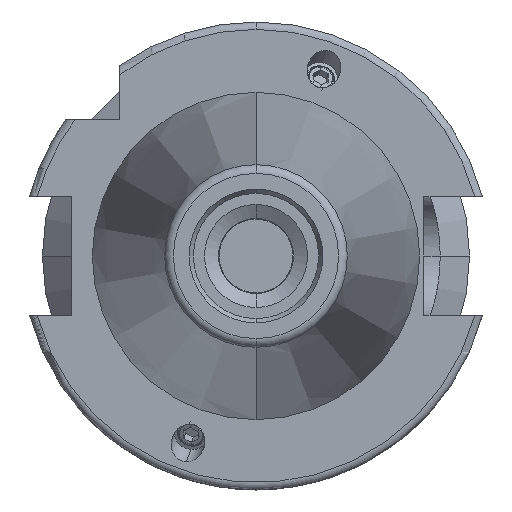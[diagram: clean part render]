
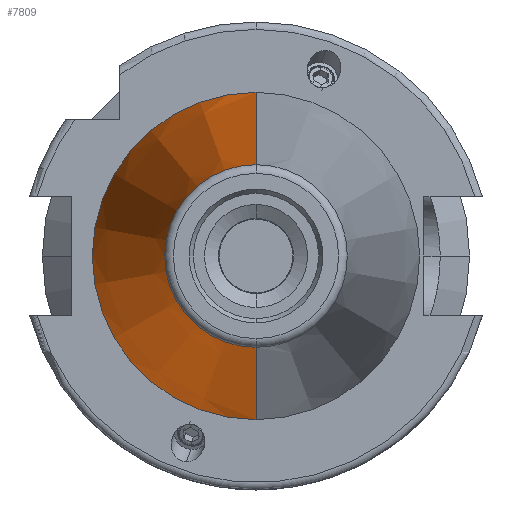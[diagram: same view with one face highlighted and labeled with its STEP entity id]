
A CAD part, left-side view. The second image highlights one B-rep face of the part: STEP entity #7809.
In plain terms, the highlighted conical face has half-angle 8.297 degrees and reference radius 22.225 mm.
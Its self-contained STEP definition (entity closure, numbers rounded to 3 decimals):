
#880 = ORIENTED_EDGE ( 'NONE', *, *, #8643, .F. ) ;
#895 = EDGE_CURVE ( 'NONE', #11390, #10570, #3766, .T. ) ;
#1104 = CONICAL_SURFACE ( 'NONE', #1863, 22.225, 0.145 ) ;
#1189 = VERTEX_POINT ( 'NONE', #3512 ) ;
#1863 = AXIS2_PLACEMENT_3D ( 'NONE', #7314, #2815, #10904 ) ;
#2728 = CARTESIAN_POINT ( 'NONE',  ( -67.373, 12.4, 0. ) ) ;
#2815 = DIRECTION ( 'NONE',  ( 1., 0., 0. ) ) ;
#3393 = ORIENTED_EDGE ( 'NONE', *, *, #7657, .F. ) ;
#3512 = CARTESIAN_POINT ( 'NONE',  ( 0., 22.225, 0. ) ) ;
#3514 = ORIENTED_EDGE ( 'NONE', *, *, #895, .T. ) ;
#3557 = AXIS2_PLACEMENT_3D ( 'NONE', #9232, #3728, #11650 ) ;
#3609 = LINE ( 'NONE', #5442, #5031 ) ;
#3728 = DIRECTION ( 'NONE',  ( -1., 0., 0. ) ) ;
#3766 = LINE ( 'NONE', #7328, #4966 ) ;
#4000 = VERTEX_POINT ( 'NONE', #2728 ) ;
#4966 = VECTOR ( 'NONE', #10920, 1000. ) ;
#5031 = VECTOR ( 'NONE', #9931, 1000. ) ;
#5168 = EDGE_CURVE ( 'NONE', #10570, #1189, #10546, .T. ) ;
#5234 = DIRECTION ( 'NONE',  ( 0., -1., 0. ) ) ;
#5442 = CARTESIAN_POINT ( 'NONE',  ( 0., 22.225, 0. ) ) ;
#7312 = ORIENTED_EDGE ( 'NONE', *, *, #5168, .T. ) ;
#7314 = CARTESIAN_POINT ( 'NONE',  ( 0., 0., 0. ) ) ;
#7328 = CARTESIAN_POINT ( 'NONE',  ( 0., -22.225, 0. ) ) ;
#7389 = EDGE_LOOP ( 'NONE', ( #3393, #3514, #7312, #880 ) ) ;
#7657 = EDGE_CURVE ( 'NONE', #11390, #4000, #10534, .T. ) ;
#7809 = ADVANCED_FACE ( 'NONE', ( #9255 ), #1104, .T. ) ;
#8262 = CARTESIAN_POINT ( 'NONE',  ( 0., -22.225, 0. ) ) ;
#8643 = EDGE_CURVE ( 'NONE', #4000, #1189, #3609, .T. ) ;
#8960 = DIRECTION ( 'NONE',  ( -1., 0., 0. ) ) ;
#9063 = CARTESIAN_POINT ( 'NONE',  ( -67.373, -12.4, 0. ) ) ;
#9232 = CARTESIAN_POINT ( 'NONE',  ( 0., 0., 0. ) ) ;
#9255 = FACE_OUTER_BOUND ( 'NONE', #7389, .T. ) ;
#9931 = DIRECTION ( 'NONE',  ( 0.99, 0.144, 0. ) ) ;
#10534 = CIRCLE ( 'NONE', #11654, 12.4 ) ;
#10546 = CIRCLE ( 'NONE', #3557, 22.225 ) ;
#10570 = VERTEX_POINT ( 'NONE', #8262 ) ;
#10904 = DIRECTION ( 'NONE',  ( 0., 1., 0. ) ) ;
#10920 = DIRECTION ( 'NONE',  ( 0.99, -0.144, 0. ) ) ;
#11390 = VERTEX_POINT ( 'NONE', #9063 ) ;
#11506 = CARTESIAN_POINT ( 'NONE',  ( -67.373, 0., 0. ) ) ;
#11650 = DIRECTION ( 'NONE',  ( 0., -1., 0. ) ) ;
#11654 = AXIS2_PLACEMENT_3D ( 'NONE', #11506, #8960, #5234 ) ;
